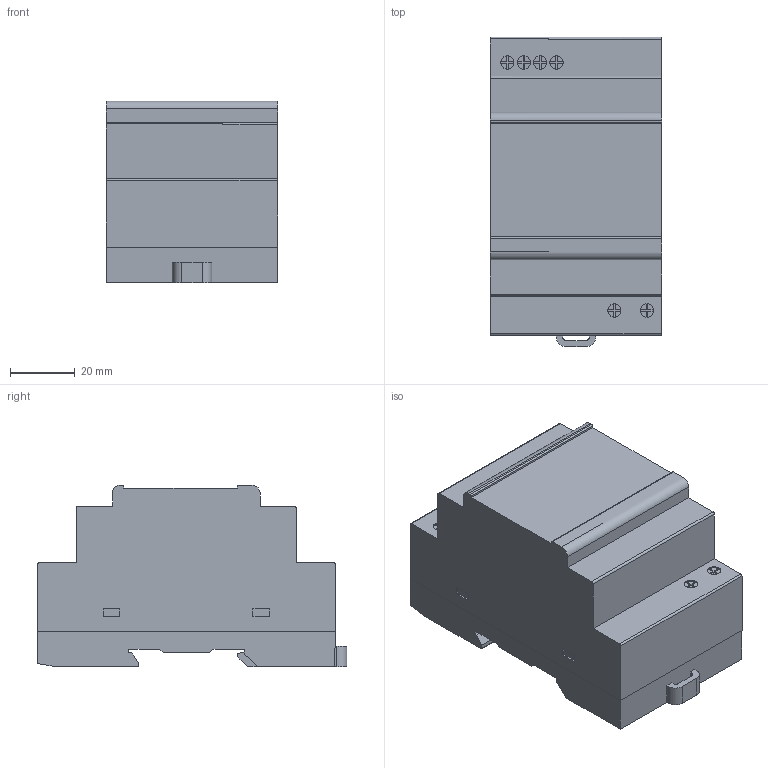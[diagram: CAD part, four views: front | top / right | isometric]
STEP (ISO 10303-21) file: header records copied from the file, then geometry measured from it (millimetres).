
FILE_DESCRIPTION((''),'2;1');
FILE_NAME('3d_PSL1M03624.stp','2012-10-10T14:28:50',(''),(''),'Mechanical Desktop 2011','Mechanical Desktop 2011',', , ');
FILE_SCHEMA(('CONFIG_CONTROL_DESIGN'));
Length unit declared in the file: millimetre
Products named in the file (1): Product
Bounding box: 53 x 95.77 x 56.2 mm (x, y, z)
Volume: 224629.9 mm3; surface area: 35099.7 mm2
Topology: 4 solids, 4 shells, 186 faces, 508 edges, 346 vertices
Faces by surface type: plane 160, cylinder 26
Entity records: 5942 total; most frequent: CARTESIAN_POINT 1039, ORIENTED_EDGE 1012, DIRECTION 958, EDGE_CURVE 506, VECTOR 432, LINE 432, VERTEX_POINT 342, AXIS2_PLACEMENT_3D 263
